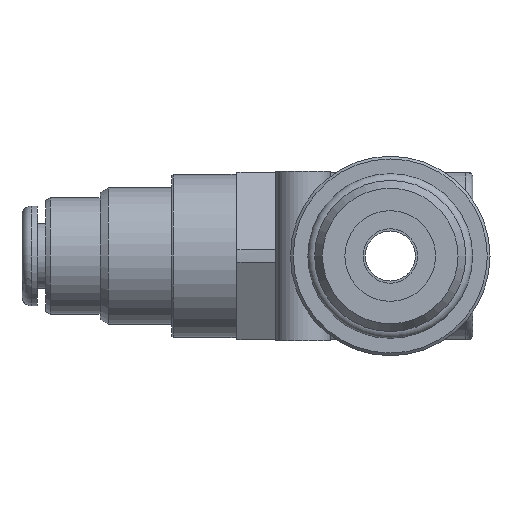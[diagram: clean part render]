
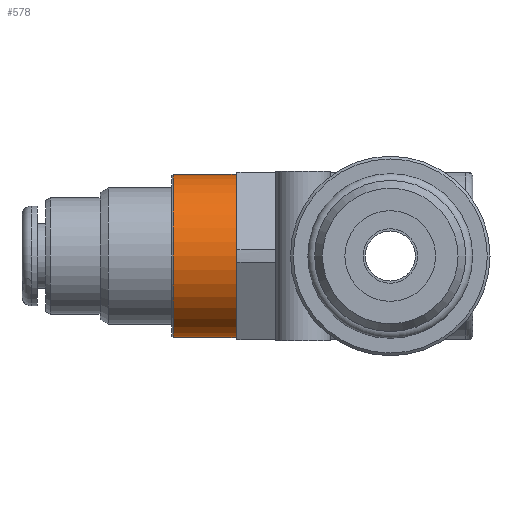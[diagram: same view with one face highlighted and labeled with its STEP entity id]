
A CAD part, left-side view. The second image highlights one B-rep face of the part: STEP entity #578.
In plain terms, the highlighted cylindrical face has radius 9 mm (diameter 18 mm), a full revolution.
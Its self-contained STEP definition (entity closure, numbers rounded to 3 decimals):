
#578 = ADVANCED_FACE( '', ( #1214, #1215 ), #1216, .T. );
#1214 = FACE_OUTER_BOUND( '', #1899, .T. );
#1215 = FACE_OUTER_BOUND( '', #1900, .T. );
#1216 = CYLINDRICAL_SURFACE( '', #1901, 9. );
#1899 = EDGE_LOOP( '', ( #3177 ) );
#1900 = EDGE_LOOP( '', ( #3178, #3179, #3180, #3181, #3182, #3183 ) );
#1901 = AXIS2_PLACEMENT_3D( '', #3184, #3185, #3186 );
#3177 = ORIENTED_EDGE( '', *, *, #4134, .F. );
#3178 = ORIENTED_EDGE( '', *, *, #3986, .T. );
#3179 = ORIENTED_EDGE( '', *, *, #3871, .T. );
#3180 = ORIENTED_EDGE( '', *, *, #3887, .T. );
#3181 = ORIENTED_EDGE( '', *, *, #3807, .T. );
#3182 = ORIENTED_EDGE( '', *, *, #4135, .T. );
#3183 = ORIENTED_EDGE( '', *, *, #4136, .T. );
#3184 = CARTESIAN_POINT( '', ( 23., 0., 0. ) );
#3185 = DIRECTION( '', ( -1., 0., 0. ) );
#3186 = DIRECTION( '', ( 0., 0., -1. ) );
#3807 = EDGE_CURVE( '', #4506, #4507, #4508, .T. );
#3871 = EDGE_CURVE( '', #4611, #4612, #4613, .T. );
#3887 = EDGE_CURVE( '', #4612, #4506, #4638, .T. );
#3986 = EDGE_CURVE( '', #4784, #4611, #4785, .T. );
#4134 = EDGE_CURVE( '', #4988, #4988, #4989, .T. );
#4135 = EDGE_CURVE( '', #4507, #4724, #4990, .T. );
#4136 = EDGE_CURVE( '', #4724, #4784, #4991, .T. );
#4506 = VERTEX_POINT( '', #5598 );
#4507 = VERTEX_POINT( '', #5599 );
#4508 = CIRCLE( '', #5600, 9. );
#4611 = VERTEX_POINT( '', #5843 );
#4612 = VERTEX_POINT( '', #5844 );
#4613 = CIRCLE( '', #5845, 9. );
#4638 = CIRCLE( '', #5877, 9. );
#4724 = VERTEX_POINT( '', #6149 );
#4784 = VERTEX_POINT( '', #6241 );
#4785 = CIRCLE( '', #6242, 9. );
#4988 = VERTEX_POINT( '', #6689 );
#4989 = CIRCLE( '', #6690, 9. );
#4990 = CIRCLE( '', #6691, 9. );
#4991 = CIRCLE( '', #6692, 9. );
#5598 = CARTESIAN_POINT( '', ( 2., 0., 9. ) );
#5599 = CARTESIAN_POINT( '', ( 2., -7.794, 4.5 ) );
#5600 = AXIS2_PLACEMENT_3D( '', #7060, #7061, #7062 );
#5843 = CARTESIAN_POINT( '', ( 2., 7.794, -4.5 ) );
#5844 = CARTESIAN_POINT( '', ( 2., 7.794, 4.5 ) );
#5845 = AXIS2_PLACEMENT_3D( '', #7130, #7131, #7132 );
#5877 = AXIS2_PLACEMENT_3D( '', #7152, #7153, #7154 );
#6149 = CARTESIAN_POINT( '', ( 2., -7.794, -4.5 ) );
#6241 = CARTESIAN_POINT( '', ( 2., 0., -9. ) );
#6242 = AXIS2_PLACEMENT_3D( '', #7258, #7259, #7260 );
#6689 = CARTESIAN_POINT( '', ( 8.9, 0., -9. ) );
#6690 = AXIS2_PLACEMENT_3D( '', #7427, #7428, #7429 );
#6691 = AXIS2_PLACEMENT_3D( '', #7430, #7431, #7432 );
#6692 = AXIS2_PLACEMENT_3D( '', #7433, #7434, #7435 );
#7060 = CARTESIAN_POINT( '', ( 2., 0., 0. ) );
#7061 = DIRECTION( '', ( 1., 0., 0. ) );
#7062 = DIRECTION( '', ( 0., 0., -1. ) );
#7130 = CARTESIAN_POINT( '', ( 2., 0., 0. ) );
#7131 = DIRECTION( '', ( 1., 0., 0. ) );
#7132 = DIRECTION( '', ( 0., 0., -1. ) );
#7152 = CARTESIAN_POINT( '', ( 2., 0., 0. ) );
#7153 = DIRECTION( '', ( 1., 0., 0. ) );
#7154 = DIRECTION( '', ( 0., 0., -1. ) );
#7258 = CARTESIAN_POINT( '', ( 2., 0., 0. ) );
#7259 = DIRECTION( '', ( 1., 0., 0. ) );
#7260 = DIRECTION( '', ( 0., 0., -1. ) );
#7427 = CARTESIAN_POINT( '', ( 8.9, 0., 0. ) );
#7428 = DIRECTION( '', ( 1., 0., 0. ) );
#7429 = DIRECTION( '', ( 0., 0., -1. ) );
#7430 = CARTESIAN_POINT( '', ( 2., 0., 0. ) );
#7431 = DIRECTION( '', ( 1., 0., 0. ) );
#7432 = DIRECTION( '', ( 0., 0., -1. ) );
#7433 = CARTESIAN_POINT( '', ( 2., 0., 0. ) );
#7434 = DIRECTION( '', ( 1., 0., 0. ) );
#7435 = DIRECTION( '', ( 0., 0., -1. ) );
